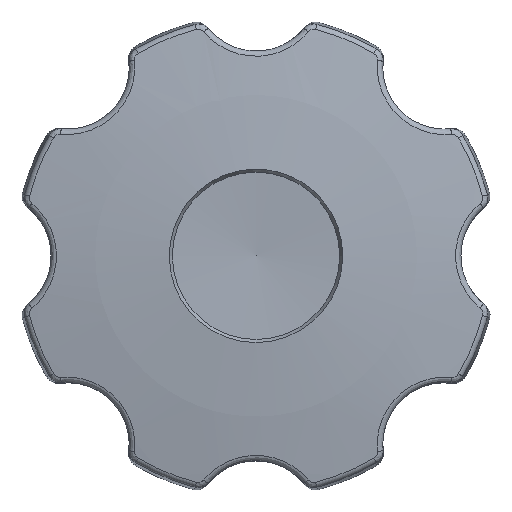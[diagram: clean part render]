
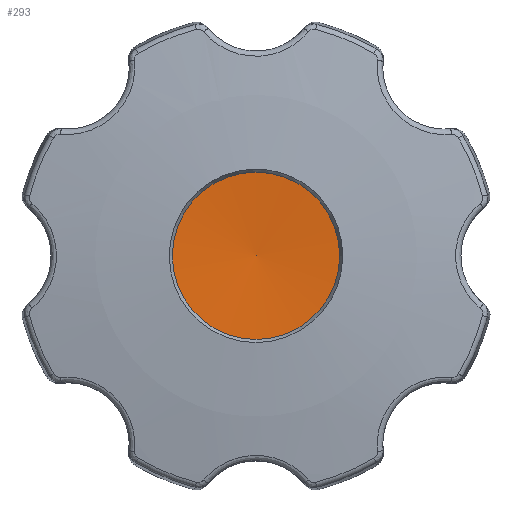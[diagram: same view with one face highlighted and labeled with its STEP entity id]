
A CAD part, top view. The second image highlights one B-rep face of the part: STEP entity #293.
In plain terms, the highlighted spherical face has radius 84.351 mm.
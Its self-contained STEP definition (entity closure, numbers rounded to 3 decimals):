
#293 = ADVANCED_FACE( '', ( #791 ), #792, .F. );
#791 = FACE_OUTER_BOUND( '', #1623, .T. );
#792 = SPHERICAL_SURFACE( '', #1624, 84.351 );
#1623 = EDGE_LOOP( '', ( #6523 ) );
#1624 = AXIS2_PLACEMENT_3D( '', #6524, #6525, #6526 );
#6523 = ORIENTED_EDGE( '', *, *, #8297, .T. );
#6524 = CARTESIAN_POINT( '', ( 0., 0., 111.851 ) );
#6525 = DIRECTION( '', ( 0., 0., 1. ) );
#6526 = DIRECTION( '', ( 1., 0., 0. ) );
#8297 = EDGE_CURVE( '', #9148, #9148, #9149, .T. );
#9148 = VERTEX_POINT( '', #10506 );
#9149 = CIRCLE( '', #10507, 9.5 );
#10506 = CARTESIAN_POINT( '', ( 9.5, 0., 28.037 ) );
#10507 = AXIS2_PLACEMENT_3D( '', #13724, #13725, #13726 );
#13724 = CARTESIAN_POINT( '', ( 0., 0., 28.037 ) );
#13725 = DIRECTION( '', ( 0., 0., 1. ) );
#13726 = DIRECTION( '', ( 1., 0., 0. ) );
